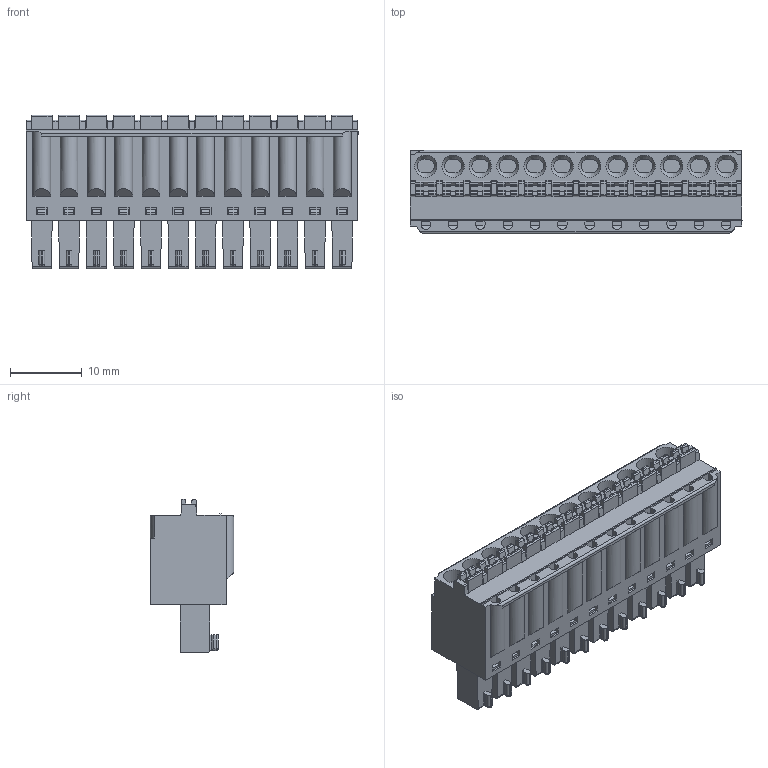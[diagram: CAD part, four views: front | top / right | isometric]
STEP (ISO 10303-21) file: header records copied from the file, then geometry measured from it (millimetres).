
FILE_DESCRIPTION(('STEP AP214'),'1');
FILE_NAME('SHM12-3,81-P.stp','2019-05-02T08:04:56',(' '),(' '),'Spatial InterOp 3D',' ',' ');
FILE_SCHEMA(('automotive_design'));
Length unit declared in the file: metre
Products named in the file (1): 1
Bounding box: 46.31 x 11.7 x 21.4 mm (x, y, z)
Volume: 6931.4 mm3; surface area: 5214.8 mm2
Topology: 1 solids, 1 shells, 1260 faces, 3323 edges, 2160 vertices
Faces by surface type: plane 896, cylinder 292, cone 36, sphere 24, torus 12
Full cylindrical faces by diameter (mm): 1.2 x12, 3.1 x12
Entity records: 48645 total; most frequent: CARTESIAN_POINT 7695, ORIENTED_EDGE 6382, DIRECTION 6250, EDGE_CURVE 3191, LINE 2400, VECTOR 2400, VERTEX_POINT 2112, AXIS2_PLACEMENT_3D 1925
